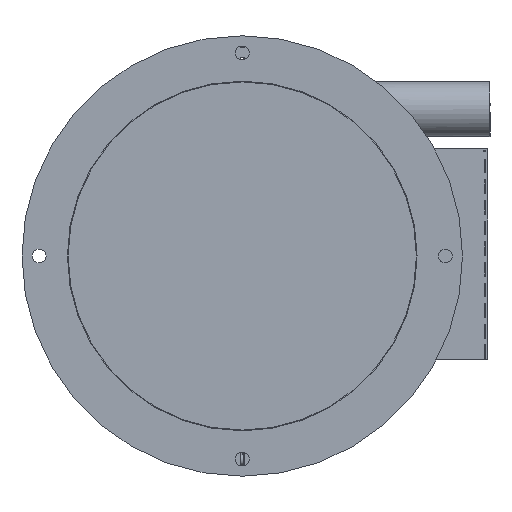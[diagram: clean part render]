
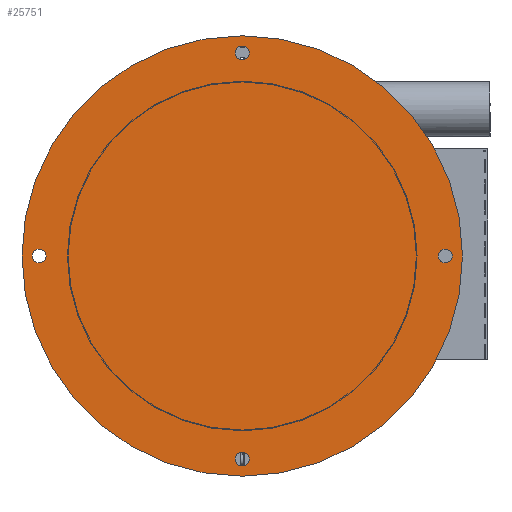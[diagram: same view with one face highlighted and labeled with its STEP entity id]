
A CAD part, front view. The second image highlights one B-rep face of the part: STEP entity #25751.
In plain terms, the highlighted planar face has unit normal (0, -1, 0).
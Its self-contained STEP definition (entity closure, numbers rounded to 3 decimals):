
#799=FACE_BOUND('',#4831,.T.);
#800=FACE_BOUND('',#4832,.T.);
#801=FACE_BOUND('',#4833,.T.);
#802=FACE_BOUND('',#4834,.T.);
#3241=FACE_OUTER_BOUND('',#4830,.T.);
#4830=EDGE_LOOP('',(#21987,#21988));
#4831=EDGE_LOOP('',(#21989));
#4832=EDGE_LOOP('',(#21990));
#4833=EDGE_LOOP('',(#21991));
#4834=EDGE_LOOP('',(#21992));
#9080=CIRCLE('',#28579,0.5);
#9082=CIRCLE('',#28582,0.5);
#9084=CIRCLE('',#28585,0.5);
#9086=CIRCLE('',#28588,0.5);
#9125=CIRCLE('',#28652,16.);
#9126=CIRCLE('',#28653,16.);
#11311=VERTEX_POINT('',#55916);
#11313=VERTEX_POINT('',#55922);
#11315=VERTEX_POINT('',#55928);
#11317=VERTEX_POINT('',#55934);
#11355=VERTEX_POINT('',#56193);
#11356=VERTEX_POINT('',#56194);
#14863=EDGE_CURVE('',#11311,#11311,#9080,.T.);
#14866=EDGE_CURVE('',#11313,#11313,#9082,.T.);
#14869=EDGE_CURVE('',#11315,#11315,#9084,.T.);
#14872=EDGE_CURVE('',#11317,#11317,#9086,.T.);
#14927=EDGE_CURVE('',#11355,#11356,#9125,.T.);
#14928=EDGE_CURVE('',#11356,#11355,#9126,.T.);
#21987=ORIENTED_EDGE('',*,*,#14927,.T.);
#21988=ORIENTED_EDGE('',*,*,#14928,.T.);
#21989=ORIENTED_EDGE('',*,*,#14863,.T.);
#21990=ORIENTED_EDGE('',*,*,#14866,.T.);
#21991=ORIENTED_EDGE('',*,*,#14869,.T.);
#21992=ORIENTED_EDGE('',*,*,#14872,.T.);
#22847=PLANE('',#28654);
#25751=ADVANCED_FACE('',(#3241,#799,#800,#801,#802),#22847,.T.);
#28579=AXIS2_PLACEMENT_3D('',#55918,#35274,#35275);
#28582=AXIS2_PLACEMENT_3D('',#55924,#35281,#35282);
#28585=AXIS2_PLACEMENT_3D('',#55930,#35288,#35289);
#28588=AXIS2_PLACEMENT_3D('',#55936,#35295,#35296);
#28652=AXIS2_PLACEMENT_3D('',#56195,#35435,#35436);
#28653=AXIS2_PLACEMENT_3D('',#56196,#35437,#35438);
#28654=AXIS2_PLACEMENT_3D('',#56198,#35440,#35441);
#35274=DIRECTION('center_axis',(0.,1.,0.));
#35275=DIRECTION('ref_axis',(-1.,0.,0.));
#35281=DIRECTION('center_axis',(0.,1.,0.));
#35282=DIRECTION('ref_axis',(-1.,0.,0.));
#35288=DIRECTION('center_axis',(0.,1.,0.));
#35289=DIRECTION('ref_axis',(-1.,0.,0.));
#35295=DIRECTION('center_axis',(0.,1.,0.));
#35296=DIRECTION('ref_axis',(-1.,0.,0.));
#35435=DIRECTION('center_axis',(0.,-1.,0.));
#35436=DIRECTION('ref_axis',(1.,0.,0.));
#35437=DIRECTION('center_axis',(0.,-1.,0.));
#35438=DIRECTION('ref_axis',(1.,0.,0.));
#35440=DIRECTION('center_axis',(0.,-1.,0.));
#35441=DIRECTION('ref_axis',(0.,0.,
-1.));
#55916=CARTESIAN_POINT('',(-49.008,-7.42,14.736));
#55918=CARTESIAN_POINT('Origin',(-49.508,-7.42,14.736));
#55922=CARTESIAN_POINT('',(-49.008,-7.42,-14.764));
#55924=CARTESIAN_POINT('Origin',(-49.508,-7.42,-14.764));
#55928=CARTESIAN_POINT('',(-63.758,-7.42,-0.014));
#55930=CARTESIAN_POINT('Origin',(-64.258,-7.42,-0.014));
#55934=CARTESIAN_POINT('',(-34.258,-7.42,-0.014));
#55936=CARTESIAN_POINT('Origin',(-34.758,-7.42,-0.014));
#56193=CARTESIAN_POINT('',(-33.508,-7.42,-0.014));
#56194=CARTESIAN_POINT('',(-65.508,-7.42,-0.014));
#56195=CARTESIAN_POINT('Origin',(-49.508,-7.42,-0.014));
#56196=CARTESIAN_POINT('Origin',(-49.508,-7.42,-0.014));
#56198=CARTESIAN_POINT('Origin',(-49.508,-7.42,-0.014));
